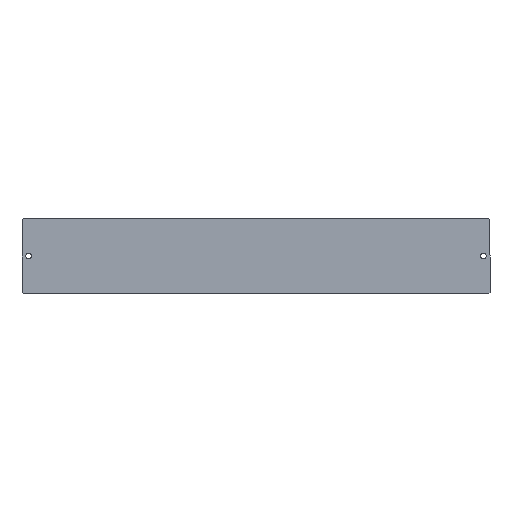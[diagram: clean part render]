
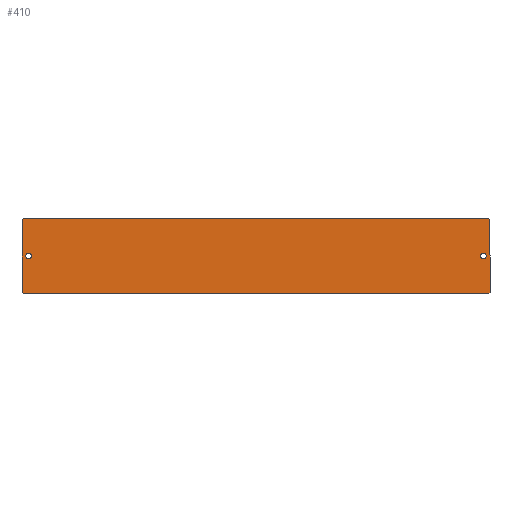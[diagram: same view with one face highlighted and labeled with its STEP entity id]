
A CAD part, top view. The second image highlights one B-rep face of the part: STEP entity #410.
In plain terms, the highlighted planar face has unit normal (0, 0, 1).
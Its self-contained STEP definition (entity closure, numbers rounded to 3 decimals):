
#4 = EDGE_LOOP ( 'NONE', ( #86, #47 ) ) ;
#9 = EDGE_LOOP ( 'NONE', ( #48, #44 ) ) ;
#24 = EDGE_LOOP ( 'NONE', ( #80, #54, #90, #70, #37, #71, #72, #32 ) ) ;
#32 = ORIENTED_EDGE ( 'NONE', *, *, #470, .T. ) ;
#37 = ORIENTED_EDGE ( 'NONE', *, *, #485, .T. ) ;
#44 = ORIENTED_EDGE ( 'NONE', *, *, #426, .F. ) ;
#47 = ORIENTED_EDGE ( 'NONE', *, *, #504, .F. ) ;
#48 = ORIENTED_EDGE ( 'NONE', *, *, #472, .F. ) ;
#54 = ORIENTED_EDGE ( 'NONE', *, *, #380, .T. ) ;
#70 = ORIENTED_EDGE ( 'NONE', *, *, #463, .T. ) ;
#71 = ORIENTED_EDGE ( 'NONE', *, *, #514, .T. ) ;
#72 = ORIENTED_EDGE ( 'NONE', *, *, #507, .T. ) ;
#80 = ORIENTED_EDGE ( 'NONE', *, *, #462, .T. ) ;
#84 = CARTESIAN_POINT ( 'NONE',  ( -106., -17., 3. ) ) ;
#86 = ORIENTED_EDGE ( 'NONE', *, *, #502, .F. ) ;
#90 = ORIENTED_EDGE ( 'NONE', *, *, #512, .T. ) ;
#96 = CARTESIAN_POINT ( 'NONE',  ( -106.5, -16.5, 3. ) ) ;
#97 = VERTEX_POINT ( 'NONE', #112 ) ;
#98 = CARTESIAN_POINT ( 'NONE',  ( -106., 17., 3. ) ) ;
#103 = VERTEX_POINT ( 'NONE', #84 ) ;
#104 = VERTEX_POINT ( 'NONE', #115 ) ;
#105 = VERTEX_POINT ( 'NONE', #113 ) ;
#107 = VERTEX_POINT ( 'NONE', #120 ) ;
#112 = CARTESIAN_POINT ( 'NONE',  ( 106.5, -16.5, 3. ) ) ;
#113 = CARTESIAN_POINT ( 'NONE',  ( 106., 17., 3. ) ) ;
#115 = CARTESIAN_POINT ( 'NONE',  ( 104.8, 0., 3. ) ) ;
#117 = VERTEX_POINT ( 'NONE', #134 ) ;
#120 = CARTESIAN_POINT ( 'NONE',  ( -106.5, 16.5, 3. ) ) ;
#121 = CARTESIAN_POINT ( 'NONE',  ( -102.2, 0., 3. ) ) ;
#122 = CARTESIAN_POINT ( 'NONE',  ( 106., -17., 3. ) ) ;
#125 = VERTEX_POINT ( 'NONE', #138 ) ;
#126 = VERTEX_POINT ( 'NONE', #96 ) ;
#127 = VERTEX_POINT ( 'NONE', #121 ) ;
#129 = VERTEX_POINT ( 'NONE', #135 ) ;
#131 = VERTEX_POINT ( 'NONE', #122 ) ;
#132 = VERTEX_POINT ( 'NONE', #98 ) ;
#134 = CARTESIAN_POINT ( 'NONE',  ( -104.8, 0., 3. ) ) ;
#135 = CARTESIAN_POINT ( 'NONE',  ( 106.5, 16.5, 3. ) ) ;
#138 = CARTESIAN_POINT ( 'NONE',  ( 102.2, 0., 3. ) ) ;
#147 = CARTESIAN_POINT ( 'NONE',  ( 16.75, 106.25, 3. ) ) ;
#150 = DIRECTION ( 'NONE',  ( -0.707, 0.707, 0. ) ) ;
#156 = LINE ( 'NONE', #147, #452 ) ;
#174 = FACE_BOUND ( 'NONE', #4, .T. ) ;
#175 = FACE_OUTER_BOUND ( 'NONE', #24, .T. ) ;
#176 = FACE_BOUND ( 'NONE', #9, .T. ) ;
#179 = CARTESIAN_POINT ( 'NONE',  ( -106.5, -17., 3. ) ) ;
#188 = PLANE ( 'NONE',  #442 ) ;
#193 = DIRECTION ( 'NONE',  ( 1., 0., 0. ) ) ;
#208 = DIRECTION ( 'NONE',  ( 0., 0., 1. ) ) ;
#212 = CARTESIAN_POINT ( 'NONE',  ( 106.5, 17., 3. ) ) ;
#213 = CARTESIAN_POINT ( 'NONE',  ( -103.5, 0., 3. ) ) ;
#217 = DIRECTION ( 'NONE',  ( 1., 0., 0. ) ) ;
#222 = CARTESIAN_POINT ( 'NONE',  ( -123.25, -0.25, 3. ) ) ;
#223 = LINE ( 'NONE', #212, #429 ) ;
#227 = LINE ( 'NONE', #222, #401 ) ;
#233 = DIRECTION ( 'NONE',  ( 0., 1., 0. ) ) ;
#240 = DIRECTION ( 'NONE',  ( 0., 0., 1. ) ) ;
#250 = DIRECTION ( 'NONE',  ( -0.707, -0.707, 0. ) ) ;
#255 = DIRECTION ( 'NONE',  ( 1., 0., 0. ) ) ;
#256 = CARTESIAN_POINT ( 'NONE',  ( -106.5, 17., 3. ) ) ;
#261 = LINE ( 'NONE', #256, #383 ) ;
#262 = DIRECTION ( 'NONE',  ( 0.707, 0.707, 0. ) ) ;
#273 = DIRECTION ( 'NONE',  ( 0., 0., 1. ) ) ;
#280 = DIRECTION ( 'NONE',  ( 0., -1., 0. ) ) ;
#282 = CARTESIAN_POINT ( 'NONE',  ( -0.25, -123.25, 3. ) ) ;
#284 = LINE ( 'NONE', #282, #417 ) ;
#285 = CARTESIAN_POINT ( 'NONE',  ( -103.5, 0., 3. ) ) ;
#292 = DIRECTION ( 'NONE',  ( 1., 0., 0. ) ) ;
#295 = DIRECTION ( 'NONE',  ( 1., 0., 0. ) ) ;
#297 = DIRECTION ( 'NONE',  ( 0., 0., 1. ) ) ;
#300 = DIRECTION ( 'NONE',  ( 1., 0., 0. ) ) ;
#301 = LINE ( 'NONE', #302, #456 ) ;
#302 = CARTESIAN_POINT ( 'NONE',  ( -106.5, -17., 3. ) ) ;
#306 = CARTESIAN_POINT ( 'NONE',  ( 103.5, 0., 3. ) ) ;
#308 = LINE ( 'NONE', #313, #501 ) ;
#309 = DIRECTION ( 'NONE',  ( 0., 0., 1. ) ) ;
#310 = DIRECTION ( 'NONE',  ( -1., 0., 0. ) ) ;
#312 = LINE ( 'NONE', #318, #468 ) ;
#313 = CARTESIAN_POINT ( 'NONE',  ( -106.25, -16.75, 3. ) ) ;
#314 = DIRECTION ( 'NONE',  ( 0.707, -0.707, 0. ) ) ;
#318 = CARTESIAN_POINT ( 'NONE',  ( -106.5, 17., 3. ) ) ;
#323 = CARTESIAN_POINT ( 'NONE',  ( 103.5, 0., 3. ) ) ;
#380 = EDGE_CURVE ( 'NONE', #129, #105, #156, .T. ) ;
#383 = VECTOR ( 'NONE', #280, 1000. ) ;
#386 = CIRCLE ( 'NONE', #425, 1.3 ) ;
#401 = VECTOR ( 'NONE', #250, 1000. ) ;
#410 = ADVANCED_FACE ( 'NONE', ( #176, #174, #175 ), #188, .T. ) ;
#417 = VECTOR ( 'NONE', #262, 1000. ) ;
#425 = AXIS2_PLACEMENT_3D ( 'NONE', #213, #240, #217 ) ;
#426 = EDGE_CURVE ( 'NONE', #117, #127, #386, .T. ) ;
#429 = VECTOR ( 'NONE', #233, 1000. ) ;
#432 = CIRCLE ( 'NONE', #449, 1.3 ) ;
#442 = AXIS2_PLACEMENT_3D ( 'NONE', #179, #208, #193 ) ;
#449 = AXIS2_PLACEMENT_3D ( 'NONE', #285, #273, #255 ) ;
#452 = VECTOR ( 'NONE', #150, 1000. ) ;
#456 = VECTOR ( 'NONE', #295, 1000. ) ;
#462 = EDGE_CURVE ( 'NONE', #97, #129, #223, .T. ) ;
#463 = EDGE_CURVE ( 'NONE', #132, #107, #227, .T. ) ;
#468 = VECTOR ( 'NONE', #310, 1000. ) ;
#470 = EDGE_CURVE ( 'NONE', #131, #97, #284, .T. ) ;
#472 = EDGE_CURVE ( 'NONE', #127, #117, #432, .T. ) ;
#477 = AXIS2_PLACEMENT_3D ( 'NONE', #323, #309, #300 ) ;
#478 = CIRCLE ( 'NONE', #513, 1.3 ) ;
#482 = CIRCLE ( 'NONE', #477, 1.3 ) ;
#485 = EDGE_CURVE ( 'NONE', #107, #126, #261, .T. ) ;
#501 = VECTOR ( 'NONE', #314, 1000. ) ;
#502 = EDGE_CURVE ( 'NONE', #104, #125, #478, .T. ) ;
#504 = EDGE_CURVE ( 'NONE', #125, #104, #482, .T. ) ;
#507 = EDGE_CURVE ( 'NONE', #103, #131, #301, .T. ) ;
#512 = EDGE_CURVE ( 'NONE', #105, #132, #312, .T. ) ;
#514 = EDGE_CURVE ( 'NONE', #126, #103, #308, .T. ) ;
#513 = AXIS2_PLACEMENT_3D ( 'NONE', #306, #297, #292 ) ;
